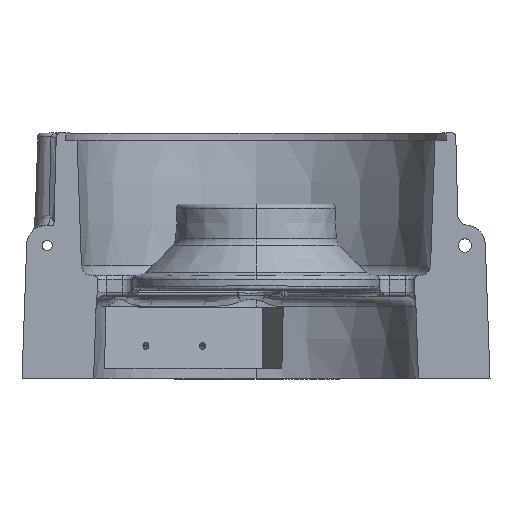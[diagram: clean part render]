
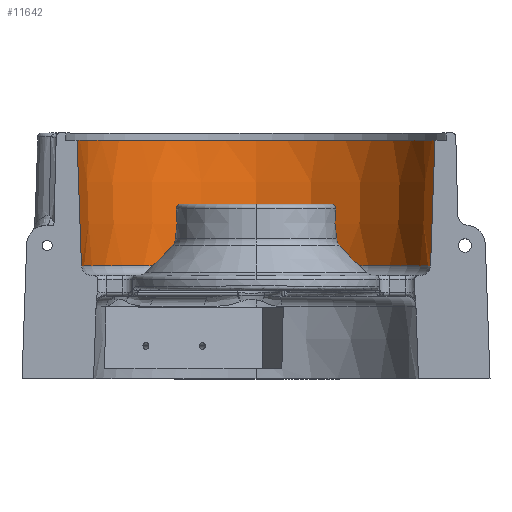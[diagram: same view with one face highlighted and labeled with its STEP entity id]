
A CAD part, top view. The second image highlights one B-rep face of the part: STEP entity #11642.
In plain terms, the highlighted conical face has half-angle 2 degrees and reference radius 85.07 mm.
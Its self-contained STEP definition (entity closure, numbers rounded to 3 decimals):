
#378 = EDGE_CURVE ( 'NONE', #13589, #5018, #7317, .T. ) ;
#1074 = VERTEX_POINT ( 'NONE', #1157 ) ;
#1157 = CARTESIAN_POINT ( 'NONE',  ( -85.238, 15.026, 0. ) ) ;
#1461 = CARTESIAN_POINT ( 'NONE',  ( 0., 15.026, 0. ) ) ;
#2411 = LINE ( 'NONE', #6513, #3058 ) ;
#3058 = VECTOR ( 'NONE', #3653, 1000. ) ;
#3369 = ORIENTED_EDGE ( 'NONE', *, *, #12793, .T. ) ;
#3653 = DIRECTION ( 'NONE',  ( -0.035, 0.999, 0. ) ) ;
#3803 = CARTESIAN_POINT ( 'NONE',  ( 87.5, 79.8, 0. ) ) ;
#3865 = CARTESIAN_POINT ( 'NONE',  ( 0., 76.2, 0. ) ) ;
#4115 = ORIENTED_EDGE ( 'NONE', *, *, #13357, .T. ) ;
#4914 = DIRECTION ( 'NONE',  ( 0., 1., 0. ) ) ;
#5018 = VERTEX_POINT ( 'NONE', #10924 ) ;
#5086 = FACE_OUTER_BOUND ( 'NONE', #5914, .T. ) ;
#5414 = AXIS2_PLACEMENT_3D ( 'NONE', #1461, #6798, #12251 ) ;
#5914 = EDGE_LOOP ( 'NONE', ( #11934, #4115, #9152, #3369 ) ) ;
#6331 = DIRECTION ( 'NONE',  ( 0., 1., 0. ) ) ;
#6513 = CARTESIAN_POINT ( 'NONE',  ( -87.5, 79.8, 0. ) ) ;
#6798 = DIRECTION ( 'NONE',  ( 0., -1., 0. ) ) ;
#7300 = CONICAL_SURFACE ( 'NONE', #7466, 85.07, 0.035 ) ;
#7317 = LINE ( 'NONE', #3803, #13747 ) ;
#7345 = CARTESIAN_POINT ( 'NONE',  ( 0., 10.2, 0. ) ) ;
#7466 = AXIS2_PLACEMENT_3D ( 'NONE', #7345, #6331, #8833 ) ;
#8037 = DIRECTION ( 'NONE',  ( 0., 0., 1. ) ) ;
#8398 = CARTESIAN_POINT ( 'NONE',  ( -87.374, 76.2, 0. ) ) ;
#8833 = DIRECTION ( 'NONE',  ( 0., 0., 1. ) ) ;
#9152 = ORIENTED_EDGE ( 'NONE', *, *, #10842, .F. ) ;
#9261 = AXIS2_PLACEMENT_3D ( 'NONE', #3865, #4914, #8037 ) ;
#10499 = CIRCLE ( 'NONE', #9261, 87.374 ) ;
#10842 = EDGE_CURVE ( 'NONE', #1074, #11567, #2411, .T. ) ;
#10924 = CARTESIAN_POINT ( 'NONE',  ( 87.374, 76.2, 0. ) ) ;
#11404 = DIRECTION ( 'NONE',  ( 0.035, 0.999, 0. ) ) ;
#11567 = VERTEX_POINT ( 'NONE', #8398 ) ;
#11642 = ADVANCED_FACE ( 'NONE', ( #5086 ), #7300, .F. ) ;
#11702 = CIRCLE ( 'NONE', #5414, 85.238 ) ;
#11934 = ORIENTED_EDGE ( 'NONE', *, *, #378, .T. ) ;
#12251 = DIRECTION ( 'NONE',  ( 0., 0., 1. ) ) ;
#12793 = EDGE_CURVE ( 'NONE', #1074, #13589, #11702, .T. ) ;
#12817 = CARTESIAN_POINT ( 'NONE',  ( 85.238, 15.026, 0. ) ) ;
#13357 = EDGE_CURVE ( 'NONE', #5018, #11567, #10499, .T. ) ;
#13589 = VERTEX_POINT ( 'NONE', #12817 ) ;
#13747 = VECTOR ( 'NONE', #11404, 1000. ) ;
